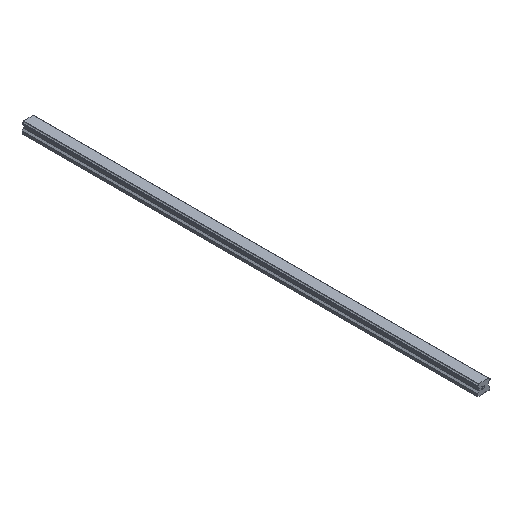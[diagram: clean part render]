
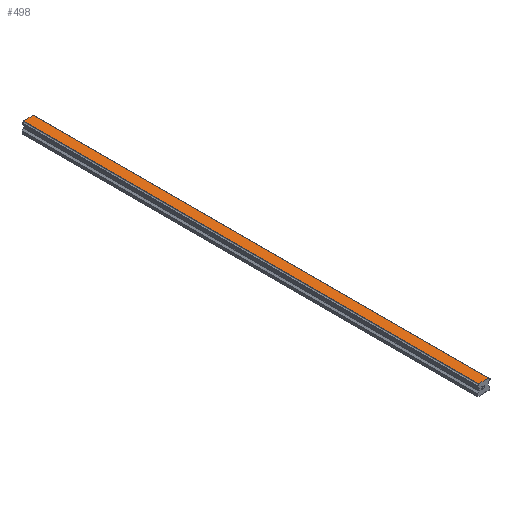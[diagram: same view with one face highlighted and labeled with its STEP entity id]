
A CAD part, isometric view. The second image highlights one B-rep face of the part: STEP entity #498.
In plain terms, the highlighted planar face has unit normal (0, 0, 1).
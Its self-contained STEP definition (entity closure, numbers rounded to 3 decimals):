
#498=ADVANCED_FACE('',(#1019),#1020,.T.);
#1019=FACE_OUTER_BOUND('',#1571,.T.);
#1020=PLANE('',#1572);
#1571=EDGE_LOOP('',(#3022,#3023,#3024,#3025));
#1572=AXIS2_PLACEMENT_3D('',#3026,#3027,#3028);
#3022=ORIENTED_EDGE('',*,*,#3698,.T.);
#3023=ORIENTED_EDGE('',*,*,#3832,.F.);
#3024=ORIENTED_EDGE('',*,*,#3560,.T.);
#3025=ORIENTED_EDGE('',*,*,#3830,.T.);
#3026=CARTESIAN_POINT('',(0.,1210.0,29.));
#3027=DIRECTION('',(0.0,0.0,1.0));
#3028=DIRECTION('',(-1.0,0.0,0.0));
#3560=EDGE_CURVE('',#4360,#4358,#4361,.T.);
#3698=EDGE_CURVE('',#4591,#4589,#4592,.T.);
#3830=EDGE_CURVE('',#4358,#4591,#4746,.T.);
#3832=EDGE_CURVE('',#4360,#4589,#4748,.T.);
#4358=VERTEX_POINT('',#5461);
#4360=VERTEX_POINT('',#5464);
#4361=LINE('',#5465,#5466);
#4589=VERTEX_POINT('',#5784);
#4591=VERTEX_POINT('',#5787);
#4592=LINE('',#5788,#5789);
#4746=LINE('',#5979,#5980);
#4748=LINE('',#5982,#5983);
#5461=CARTESIAN_POINT('',(-13.251,1210.0,29.));
#5464=CARTESIAN_POINT('',(13.251,1210.0,29.));
#5465=CARTESIAN_POINT('',(13.251,1210.0,29.));
#5466=VECTOR('',#6369,1.0);
#5784=CARTESIAN_POINT('',(13.251,0.0,29.));
#5787=CARTESIAN_POINT('',(-13.251,0.0,29.));
#5788=CARTESIAN_POINT('',(13.251,0.0,29.));
#5789=VECTOR('',#6527,1.0);
#5979=CARTESIAN_POINT('',(-13.251,1210.0,29.));
#5980=VECTOR('',#6687,1.0);
#5982=CARTESIAN_POINT('',(13.251,1210.0,29.));
#5983=VECTOR('',#6688,1.0);
#6369=DIRECTION('',(-1.0,0.0,0.0));
#6527=DIRECTION('',(1.0,0.0,0.0));
#6687=DIRECTION('',(0.0,-1.0,0.0));
#6688=DIRECTION('',(0.0,-1.0,0.0));
